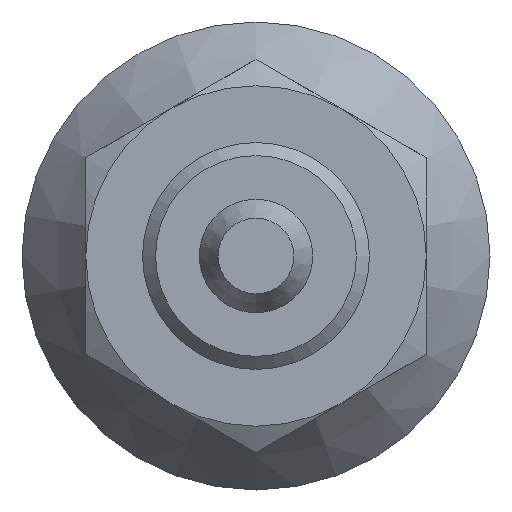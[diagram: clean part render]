
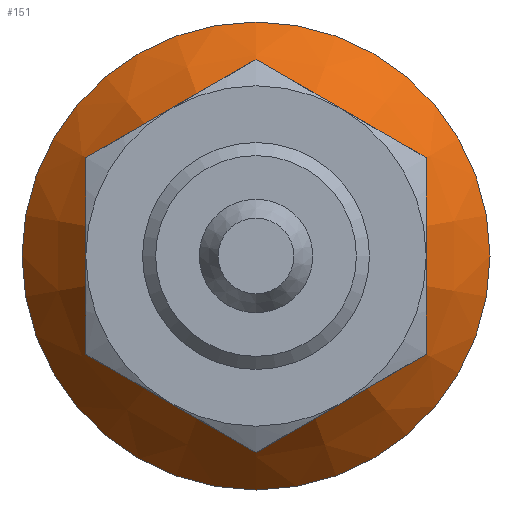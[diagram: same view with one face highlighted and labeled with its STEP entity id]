
A CAD part, front view. The second image highlights one B-rep face of the part: STEP entity #151.
In plain terms, the highlighted conical face has half-angle 37 degrees and reference radius 16.5 mm.
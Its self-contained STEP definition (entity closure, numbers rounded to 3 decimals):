
#151 = ADVANCED_FACE( '', ( #314, #315 ), #316, .T. );
#314 = FACE_BOUND( '', #472, .T. );
#315 = FACE_OUTER_BOUND( '', #473, .T. );
#316 = CONICAL_SURFACE( '', #474, 16.5, 0.646 );
#472 = EDGE_LOOP( '', ( #809 ) );
#473 = EDGE_LOOP( '', ( #810 ) );
#474 = AXIS2_PLACEMENT_3D( '', #811, #812, #813 );
#809 = ORIENTED_EDGE( '', *, *, #942, .F. );
#810 = ORIENTED_EDGE( '', *, *, #948, .T. );
#811 = CARTESIAN_POINT( '', ( 0., 21.689, 0. ) );
#812 = DIRECTION( '', ( 0., 1., 0. ) );
#813 = DIRECTION( '', ( 0., 0., 1. ) );
#942 = EDGE_CURVE( '', #1126, #1126, #1127, .T. );
#948 = EDGE_CURVE( '', #1134, #1134, #1135, .T. );
#1126 = VERTEX_POINT( '', #1474 );
#1127 = CIRCLE( '', #1475, 9.5 );
#1134 = VERTEX_POINT( '', #1483 );
#1135 = CIRCLE( '', #1484, 16.5 );
#1474 = CARTESIAN_POINT( '', ( 0., 12.4, -9.5 ) );
#1475 = AXIS2_PLACEMENT_3D( '', #1634, #1635, #1636 );
#1483 = CARTESIAN_POINT( '', ( 0., 21.689, -16.5 ) );
#1484 = AXIS2_PLACEMENT_3D( '', #1644, #1645, #1646 );
#1634 = CARTESIAN_POINT( '', ( 0., 12.4, 0. ) );
#1635 = DIRECTION( '', ( 0., -1., 0. ) );
#1636 = DIRECTION( '', ( 0., 0., -1. ) );
#1644 = CARTESIAN_POINT( '', ( 0., 21.689, 0. ) );
#1645 = DIRECTION( '', ( 0., -1., 0. ) );
#1646 = DIRECTION( '', ( 0., 0., -1. ) );
